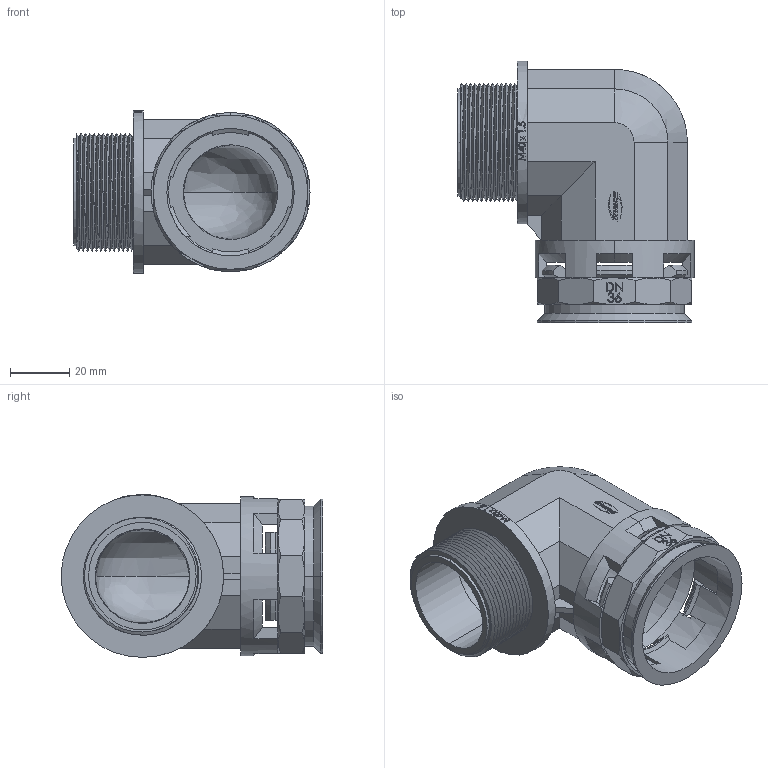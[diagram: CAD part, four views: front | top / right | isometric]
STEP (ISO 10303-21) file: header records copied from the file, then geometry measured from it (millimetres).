
FILE_DESCRIPTION (( 'STEP AP203' ), '1' );
FILE_NAME ('(NEC-36M40-)_I3040_0004_07_0.STEP', '2012-06-19T08:43:41', ( 'Llorenç' ), ( '' ), 'SwSTEP 2.0', 'SolidWorks 2007', '' );
FILE_SCHEMA (( 'CONFIG_CONTROL_DESIGN' ));
Length unit declared in the file: millimetre
Products named in the file (1): (NEC-36M40-)_I3040_0004_07_0
Bounding box: 79.9 x 88.57 x 55.1 mm (x, y, z)
Volume: 90386.2 mm3; surface area: 39316.9 mm2
Topology: 3 solids, 3 shells, 426 faces, 1165 edges, 762 vertices
Faces by surface type: plane 244, bspline 87, cylinder 54, cone 41
Entity records: 21227 total; most frequent: CARTESIAN_POINT 11072, ORIENTED_EDGE 2330, DIRECTION 1709, EDGE_CURVE 1165, VERTEX_POINT 762, VECTOR 635, LINE 635, AXIS2_PLACEMENT_3D 537
